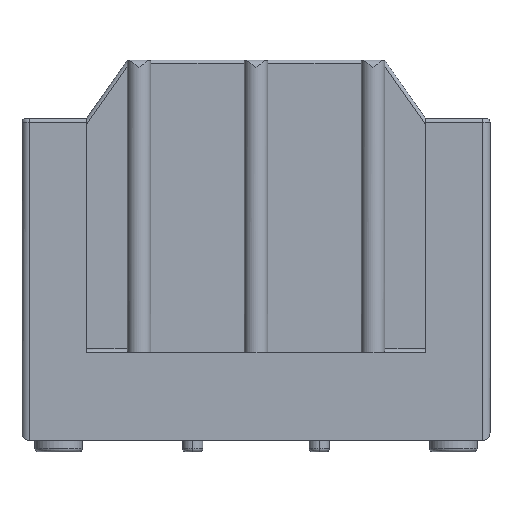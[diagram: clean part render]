
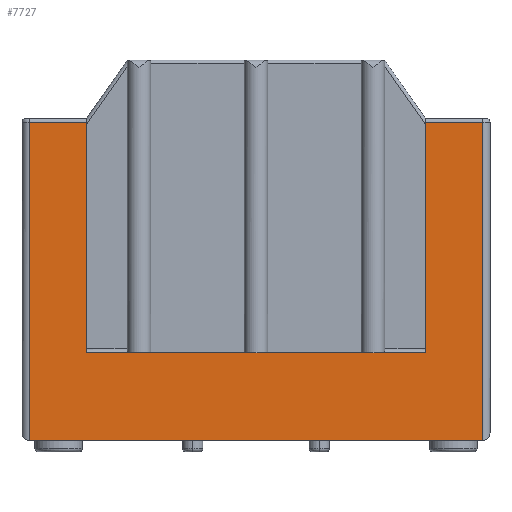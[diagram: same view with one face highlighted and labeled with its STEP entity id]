
A CAD part, left-side view. The second image highlights one B-rep face of the part: STEP entity #7727.
In plain terms, the highlighted planar face has unit normal (-1, 0, 0).
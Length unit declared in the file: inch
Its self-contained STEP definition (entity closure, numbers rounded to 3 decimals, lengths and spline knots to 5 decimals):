
#32 = ORIENTED_EDGE ( 'NONE', *, *, #26280, .T. ) ;
#352 = LINE ( 'NONE', #6627, #6401 ) ;
#729 = CARTESIAN_POINT ( 'NONE',  ( -1., 1.45, -2.5 ) ) ;
#996 = CARTESIAN_POINT ( 'NONE',  ( -1., 0., -2.5 ) ) ;
#1057 = LINE ( 'NONE', #24961, #24498 ) ;
#1789 = LINE ( 'NONE', #18152, #7088 ) ;
#1819 = VECTOR ( 'NONE', #5660, 39.37008 ) ;
#2241 = EDGE_CURVE ( 'NONE', #5312, #24824, #20247, .T. ) ;
#2246 = DIRECTION ( 'NONE',  ( 0., -1., 0. ) ) ;
#2332 = VECTOR ( 'NONE', #2851, 39.37008 ) ;
#2540 = ORIENTED_EDGE ( 'NONE', *, *, #7548, .T. ) ;
#2846 = CARTESIAN_POINT ( 'NONE',  ( -1., 0., -0.5312 ) ) ;
#2851 = DIRECTION ( 'NONE',  ( 0., 0., 1. ) ) ;
#2916 = DIRECTION ( 'NONE',  ( 0., 0., -1. ) ) ;
#3010 = CARTESIAN_POINT ( 'NONE',  ( -1., -1.9375, -3.25 ) ) ;
#3526 = DIRECTION ( 'NONE',  ( 0., 1., 0. ) ) ;
#3572 = EDGE_CURVE ( 'NONE', #27964, #26201, #12579, .T. ) ;
#3578 = VERTEX_POINT ( 'NONE', #729 ) ;
#4338 = ORIENTED_EDGE ( 'NONE', *, *, #8012, .F. ) ;
#5032 = LINE ( 'NONE', #25391, #28347 ) ;
#5312 = VERTEX_POINT ( 'NONE', #5905 ) ;
#5660 = DIRECTION ( 'NONE',  ( 0., -1., 0. ) ) ;
#5905 = CARTESIAN_POINT ( 'NONE',  ( -1., 1.45, -0.5312 ) ) ;
#5955 = CARTESIAN_POINT ( 'NONE',  ( -1., 0., 0. ) ) ;
#6243 = CARTESIAN_POINT ( 'NONE',  ( -1., -1., -2.5 ) ) ;
#6399 = VERTEX_POINT ( 'NONE', #6243 ) ;
#6401 = VECTOR ( 'NONE', #20297, 39.37008 ) ;
#6627 = CARTESIAN_POINT ( 'NONE',  ( -1., 0., -2.5 ) ) ;
#6952 = EDGE_CURVE ( 'NONE', #21354, #16102, #1789, .T. ) ;
#7088 = VECTOR ( 'NONE', #2246, 39.37008 ) ;
#7153 = ORIENTED_EDGE ( 'NONE', *, *, #7318, .T. ) ;
#7318 = EDGE_CURVE ( 'NONE', #23415, #26201, #8446, .T. ) ;
#7446 = ORIENTED_EDGE ( 'NONE', *, *, #16156, .F. ) ;
#7548 = EDGE_CURVE ( 'NONE', #24824, #27643, #5032, .T. ) ;
#7677 = EDGE_CURVE ( 'NONE', #16102, #6399, #7818, .T. ) ;
#7727 = ADVANCED_FACE ( 'NONE', ( #24516 ), #10382, .T. ) ;
#7818 = LINE ( 'NONE', #21582, #1819 ) ;
#7966 = VECTOR ( 'NONE', #16966, 39.37008 ) ;
#8012 = EDGE_CURVE ( 'NONE', #6399, #27964, #352, .T. ) ;
#8051 = EDGE_CURVE ( 'NONE', #26963, #23415, #26203, .T. ) ;
#8210 = DIRECTION ( 'NONE',  ( 0., 0., 1. ) ) ;
#8446 = LINE ( 'NONE', #17237, #20609 ) ;
#9079 = DIRECTION ( 'NONE',  ( 0., 1., 0. ) ) ;
#10014 = CARTESIAN_POINT ( 'NONE',  ( -1., -1.45, -2.5 ) ) ;
#10382 = PLANE ( 'NONE',  #27917 ) ;
#11028 = ORIENTED_EDGE ( 'NONE', *, *, #3572, .F. ) ;
#12579 = LINE ( 'NONE', #18875, #17951 ) ;
#12857 = ORIENTED_EDGE ( 'NONE', *, *, #7677, .F. ) ;
#13729 = DIRECTION ( 'NONE',  ( 0., 0., 1. ) ) ;
#13970 = ORIENTED_EDGE ( 'NONE', *, *, #8051, .T. ) ;
#14443 = LINE ( 'NONE', #16495, #2332 ) ;
#15959 = CARTESIAN_POINT ( 'NONE',  ( -1., -1.9375, 0. ) ) ;
#16102 = VERTEX_POINT ( 'NONE', #26199 ) ;
#16156 = EDGE_CURVE ( 'NONE', #26963, #27643, #1057, .T. ) ;
#16245 = CARTESIAN_POINT ( 'NONE',  ( -1., 1.9375, -0.5312 ) ) ;
#16495 = CARTESIAN_POINT ( 'NONE',  ( -1., 1.45, -2.5 ) ) ;
#16776 = CARTESIAN_POINT ( 'NONE',  ( -1., -1.9375, -0.5312 ) ) ;
#16966 = DIRECTION ( 'NONE',  ( 0., -1., 0. ) ) ;
#17237 = CARTESIAN_POINT ( 'NONE',  ( -1., 0., -0.5312 ) ) ;
#17868 = CARTESIAN_POINT ( 'NONE',  ( -1., 1.9375, -3.25 ) ) ;
#17951 = VECTOR ( 'NONE', #25619, 39.37008 ) ;
#18152 = CARTESIAN_POINT ( 'NONE',  ( -1., 0., -2.5 ) ) ;
#18761 = DIRECTION ( 'NONE',  ( 0., 1., 0. ) ) ;
#18875 = CARTESIAN_POINT ( 'NONE',  ( -1., -1.45, -2.5 ) ) ;
#18925 = EDGE_LOOP ( 'NONE', ( #13970, #7153, #11028, #4338, #12857, #21048, #20691, #32, #23088, #2540, #7446 ) ) ;
#20129 = LINE ( 'NONE', #996, #7966 ) ;
#20247 = LINE ( 'NONE', #2846, #23026 ) ;
#20297 = DIRECTION ( 'NONE',  ( 0., -1., 0. ) ) ;
#20305 = VECTOR ( 'NONE', #13729, 39.37008 ) ;
#20360 = CARTESIAN_POINT ( 'NONE',  ( -1., -1.45, -0.5312 ) ) ;
#20609 = VECTOR ( 'NONE', #3526, 39.37008 ) ;
#20691 = ORIENTED_EDGE ( 'NONE', *, *, #24029, .F. ) ;
#21048 = ORIENTED_EDGE ( 'NONE', *, *, #6952, .F. ) ;
#21354 = VERTEX_POINT ( 'NONE', #28715 ) ;
#21582 = CARTESIAN_POINT ( 'NONE',  ( -1., 0., -2.5 ) ) ;
#21855 = DIRECTION ( 'NONE',  ( -1., 0., 0. ) ) ;
#23026 = VECTOR ( 'NONE', #18761, 39.37008 ) ;
#23088 = ORIENTED_EDGE ( 'NONE', *, *, #2241, .T. ) ;
#23415 = VERTEX_POINT ( 'NONE', #16776 ) ;
#24029 = EDGE_CURVE ( 'NONE', #3578, #21354, #20129, .T. ) ;
#24498 = VECTOR ( 'NONE', #9079, 39.37008 ) ;
#24516 = FACE_OUTER_BOUND ( 'NONE', #18925, .T. ) ;
#24824 = VERTEX_POINT ( 'NONE', #16245 ) ;
#24961 = CARTESIAN_POINT ( 'NONE',  ( -1., 0., -3.25 ) ) ;
#25391 = CARTESIAN_POINT ( 'NONE',  ( -1., 1.9375, 0. ) ) ;
#25619 = DIRECTION ( 'NONE',  ( 0., 0., 1. ) ) ;
#26199 = CARTESIAN_POINT ( 'NONE',  ( -1., 0., -2.5 ) ) ;
#26201 = VERTEX_POINT ( 'NONE', #20360 ) ;
#26203 = LINE ( 'NONE', #15959, #20305 ) ;
#26280 = EDGE_CURVE ( 'NONE', #3578, #5312, #14443, .T. ) ;
#26963 = VERTEX_POINT ( 'NONE', #3010 ) ;
#27643 = VERTEX_POINT ( 'NONE', #17868 ) ;
#27917 = AXIS2_PLACEMENT_3D ( 'NONE', #5955, #21855, #8210 ) ;
#27964 = VERTEX_POINT ( 'NONE', #10014 ) ;
#28347 = VECTOR ( 'NONE', #2916, 39.37008 ) ;
#28715 = CARTESIAN_POINT ( 'NONE',  ( -1., 1., -2.5 ) ) ;
